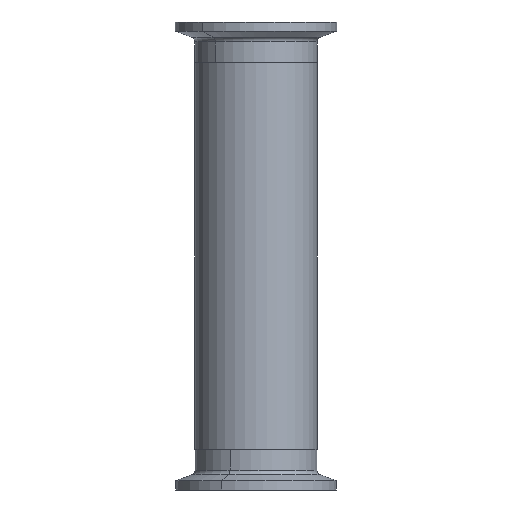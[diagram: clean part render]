
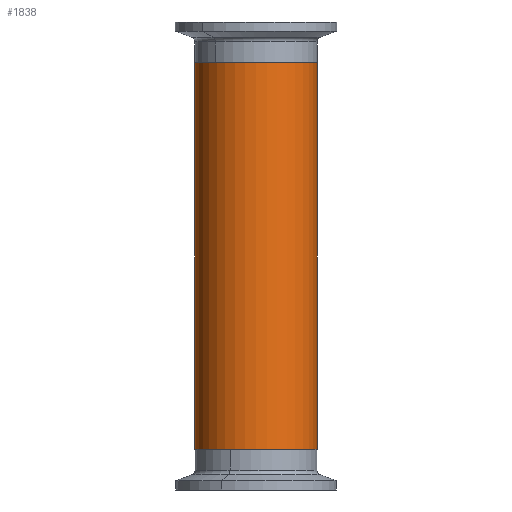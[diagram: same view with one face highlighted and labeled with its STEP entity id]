
A CAD part, front view. The second image highlights one B-rep face of the part: STEP entity #1838.
In plain terms, the highlighted cylindrical face has radius 19.05 mm (diameter 38.1 mm), a partial arc.
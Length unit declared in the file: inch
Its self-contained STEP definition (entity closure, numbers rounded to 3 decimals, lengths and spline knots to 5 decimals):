
#45 = CARTESIAN_POINT ( 'NONE',  ( -0.75, 0., 2.37402 ) ) ;
#198 = FACE_OUTER_BOUND ( 'NONE', #1306, .T. ) ;
#280 = VERTEX_POINT ( 'NONE', #2098 ) ;
#281 = VECTOR ( 'NONE', #2639, 39.37008 ) ;
#330 = CARTESIAN_POINT ( 'NONE',  ( 0., 0., 2.37402 ) ) ;
#395 = EDGE_CURVE ( 'NONE', #2453, #280, #1558, .T. ) ;
#504 = DIRECTION ( 'NONE',  ( 0., 0., -1. ) ) ;
#717 = ORIENTED_EDGE ( 'NONE', *, *, #2516, .T. ) ;
#802 = DIRECTION ( 'NONE',  ( 1., 0., 0. ) ) ;
#808 = CARTESIAN_POINT ( 'NONE',  ( 0.75, 0., 2.37402 ) ) ;
#812 = AXIS2_PLACEMENT_3D ( 'NONE', #919, #504, #1796 ) ;
#898 = AXIS2_PLACEMENT_3D ( 'NONE', #2294, #2520, #802 ) ;
#919 = CARTESIAN_POINT ( 'NONE',  ( 0., 0., 2.37402 ) ) ;
#952 = VERTEX_POINT ( 'NONE', #2584 ) ;
#1306 = EDGE_LOOP ( 'NONE', ( #1771, #1867, #717, #1327 ) ) ;
#1311 = DIRECTION ( 'NONE',  ( 0., 0., -1. ) ) ;
#1327 = ORIENTED_EDGE ( 'NONE', *, *, #395, .T. ) ;
#1382 = EDGE_CURVE ( 'NONE', #952, #280, #2833, .T. ) ;
#1403 = LINE ( 'NONE', #2425, #281 ) ;
#1554 = AXIS2_PLACEMENT_3D ( 'NONE', #330, #2311, #2716 ) ;
#1558 = CIRCLE ( 'NONE', #898, 0.75 ) ;
#1771 = ORIENTED_EDGE ( 'NONE', *, *, #1382, .F. ) ;
#1796 = DIRECTION ( 'NONE',  ( -1., 0., 0. ) ) ;
#1838 = ADVANCED_FACE ( 'NONE', ( #198 ), #2375, .T. ) ;
#1867 = ORIENTED_EDGE ( 'NONE', *, *, #2372, .F. ) ;
#2098 = CARTESIAN_POINT ( 'NONE',  ( 0.75, 0., -2.37402 ) ) ;
#2145 = CARTESIAN_POINT ( 'NONE',  ( -0.75, 0., -2.37402 ) ) ;
#2294 = CARTESIAN_POINT ( 'NONE',  ( 0., 0., -2.37402 ) ) ;
#2311 = DIRECTION ( 'NONE',  ( 0., 0., 1. ) ) ;
#2372 = EDGE_CURVE ( 'NONE', #2629, #952, #2604, .T. ) ;
#2375 = CYLINDRICAL_SURFACE ( 'NONE', #812, 0.75 ) ;
#2425 = CARTESIAN_POINT ( 'NONE',  ( -0.75, 0., 2.37402 ) ) ;
#2446 = VECTOR ( 'NONE', #1311, 39.37008 ) ;
#2453 = VERTEX_POINT ( 'NONE', #2145 ) ;
#2516 = EDGE_CURVE ( 'NONE', #2629, #2453, #1403, .T. ) ;
#2520 = DIRECTION ( 'NONE',  ( 0., 0., 1. ) ) ;
#2584 = CARTESIAN_POINT ( 'NONE',  ( 0.75, 0., 2.37402 ) ) ;
#2604 = CIRCLE ( 'NONE', #1554, 0.75 ) ;
#2629 = VERTEX_POINT ( 'NONE', #45 ) ;
#2639 = DIRECTION ( 'NONE',  ( 0., 0., -1. ) ) ;
#2716 = DIRECTION ( 'NONE',  ( 1., 0., 0. ) ) ;
#2833 = LINE ( 'NONE', #808, #2446 ) ;
